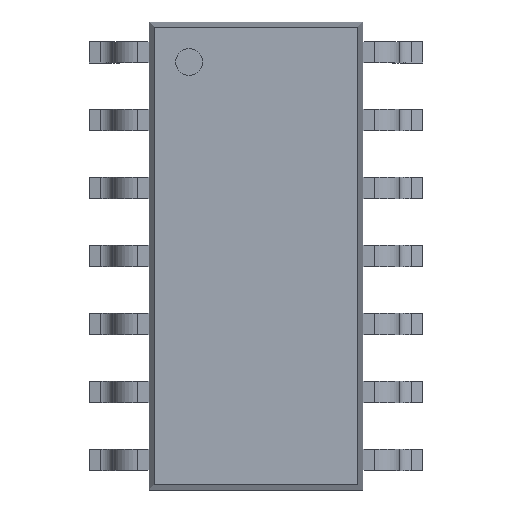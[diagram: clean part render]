
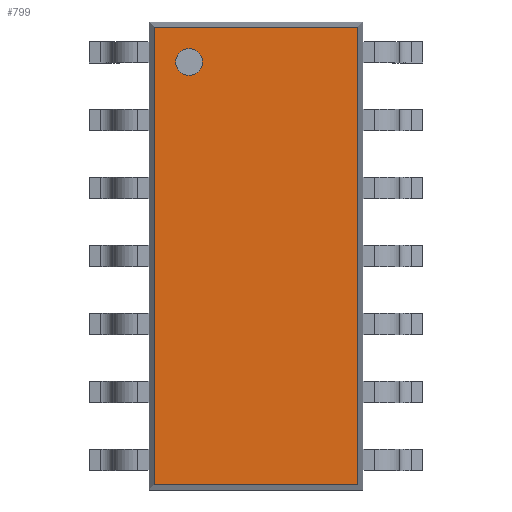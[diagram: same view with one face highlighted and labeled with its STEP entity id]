
A CAD part, top view. The second image highlights one B-rep face of the part: STEP entity #799.
In plain terms, the highlighted planar face has unit normal (0, 0, 1).
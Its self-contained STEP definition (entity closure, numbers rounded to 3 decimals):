
#99=FACE_BOUND('',#175,.T.);
#100=CIRCLE('',#883,0.25);
#130=FACE_OUTER_BOUND('',#174,.T.);
#174=EDGE_LOOP('',(#594,#595,#596,#597));
#175=EDGE_LOOP('',(#598));
#224=LINE('',#1239,#309);
#228=LINE('',#1246,#313);
#231=LINE('',#1251,#316);
#233=LINE('',#1254,#318);
#309=VECTOR('',#987,10.);
#313=VECTOR('',#993,10.);
#316=VECTOR('',#998,10.);
#318=VECTOR('',#1002,10.);
#388=VERTEX_POINT('',#1237);
#389=VERTEX_POINT('',#1238);
#391=VERTEX_POINT('',#1245);
#392=VERTEX_POINT('',#1250);
#393=VERTEX_POINT('',#1258);
#460=EDGE_CURVE('',#388,#389,#224,.T.);
#464=EDGE_CURVE('',#389,#391,#228,.T.);
#467=EDGE_CURVE('',#391,#392,#231,.T.);
#469=EDGE_CURVE('',#392,#388,#233,.T.);
#471=EDGE_CURVE('',#393,#393,#100,.T.);
#594=ORIENTED_EDGE('',*,*,#460,.F.);
#595=ORIENTED_EDGE('',*,*,#469,.F.);
#596=ORIENTED_EDGE('',*,*,#467,.F.);
#597=ORIENTED_EDGE('',*,*,#464,.F.);
#598=ORIENTED_EDGE('',*,*,#471,.T.);
#764=PLANE('',#882);
#799=ADVANCED_FACE('',(#130,#99),#764,.T.);
#882=AXIS2_PLACEMENT_3D('',#1257,#1006,#1007);
#883=AXIS2_PLACEMENT_3D('',#1259,#1008,#1009);
#987=DIRECTION('',(0.,1.,0.));
#993=DIRECTION('',(1.,0.,0.));
#998=DIRECTION('',(0.,-1.,0.));
#1002=DIRECTION('',(-1.,0.,0.));
#1006=DIRECTION('center_axis',(0.,0.,1.));
#1007=DIRECTION('ref_axis',(1.,0.,0.));
#1008=DIRECTION('center_axis',(0.,0.,-1.));
#1009=DIRECTION('ref_axis',(1.,0.,0.));
#1237=CARTESIAN_POINT('',(-1.9,-4.275,1.95));
#1238=CARTESIAN_POINT('',(-1.9,4.275,1.95));
#1239=CARTESIAN_POINT('',(-1.9,2.188,1.95));
#1245=CARTESIAN_POINT('',(1.9,4.275,1.95));
#1246=CARTESIAN_POINT('',(1.,4.275,1.95));
#1250=CARTESIAN_POINT('',(1.9,-4.275,1.95));
#1251=CARTESIAN_POINT('',(1.9,-2.188,1.95));
#1254=CARTESIAN_POINT('',(-1.,-4.275,1.95));
#1257=CARTESIAN_POINT('Origin',(0.,0.,
1.95));
#1258=CARTESIAN_POINT('',(-1.5,3.625,1.95));
#1259=CARTESIAN_POINT('Origin',(-1.25,3.625,1.95));
